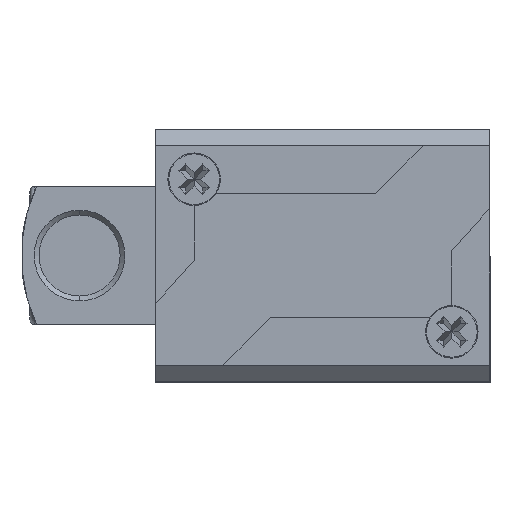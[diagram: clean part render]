
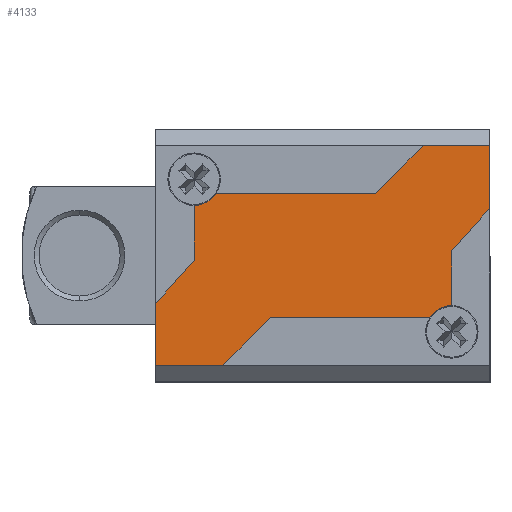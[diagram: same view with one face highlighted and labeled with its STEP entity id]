
A CAD part, left-side view. The second image highlights one B-rep face of the part: STEP entity #4133.
In plain terms, the highlighted face is planar.
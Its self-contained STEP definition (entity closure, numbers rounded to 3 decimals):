
#589 = CARTESIAN_POINT ( 'NONE',  ( 11.5, -10.5, 4. ) ) ;
#825 = EDGE_CURVE ( 'NONE', #5687, #5657, #2708, .T. ) ;
#826 = EDGE_CURVE ( 'NONE', #5681, #5679, #2711, .T. ) ;
#827 = EDGE_CURVE ( 'NONE', #2895, #5687, #2710, .T. ) ;
#832 = EDGE_CURVE ( 'NONE', #5665, #5677, #2720, .T. ) ;
#834 = EDGE_CURVE ( 'NONE', #5677, #5679, #2724, .T. ) ;
#835 = EDGE_CURVE ( 'NONE', #5681, #5683, #2726, .T. ) ;
#838 = EDGE_CURVE ( 'NONE', #5683, #5667, #2732, .T. ) ;
#840 = EDGE_CURVE ( 'NONE', #7945, #5685, #2736, .T. ) ;
#841 = EDGE_CURVE ( 'NONE', #5685, #2892, #2738, .T. ) ;
#1800 = EDGE_CURVE ( 'NONE', #5667, #2891, #4674, .T. ) ;
#1803 = EDGE_CURVE ( 'NONE', #5655, #5665, #4680, .T. ) ;
#1810 = EDGE_CURVE ( 'NONE', #5657, #5655, #4694, .T. ) ;
#1827 = EDGE_CURVE ( 'NONE', #2895, #2892, #4724, .T. ) ;
#1830 = EDGE_CURVE ( 'NONE', #2891, #7945, #4726, .T. ) ;
#2352 = AXIS2_PLACEMENT_3D ( 'NONE', #6267, #6268, #6269 ) ;
#2464 = AXIS2_PLACEMENT_3D ( 'NONE', #6366, #6367, #6368 ) ;
#2522 = AXIS2_PLACEMENT_3D ( 'NONE', #5248, #5250, #5252 ) ;
#2708 = LINE ( 'NONE', #6265, #2709 ) ;
#2709 = VECTOR ( 'NONE', #6266, 1000. ) ;
#2710 = LINE ( 'NONE', #6270, #2712 ) ;
#2711 = CIRCLE ( 'NONE', #2352, 2.75 ) ;
#2712 = VECTOR ( 'NONE', #6271, 1000. ) ;
#2720 = LINE ( 'NONE', #6281, #2721 ) ;
#2721 = VECTOR ( 'NONE', #6282, 1000. ) ;
#2724 = LINE ( 'NONE', #6285, #2725 ) ;
#2725 = VECTOR ( 'NONE', #6286, 1000. ) ;
#2726 = LINE ( 'NONE', #6287, #2727 ) ;
#2727 = VECTOR ( 'NONE', #6288, 1000. ) ;
#2732 = LINE ( 'NONE', #6293, #2733 ) ;
#2733 = VECTOR ( 'NONE', #6294, 1000. ) ;
#2736 = LINE ( 'NONE', #6297, #2737 ) ;
#2737 = VECTOR ( 'NONE', #6298, 1000. ) ;
#2738 = LINE ( 'NONE', #6299, #2739 ) ;
#2739 = VECTOR ( 'NONE', #6300, 1000. ) ;
#2891 = VERTEX_POINT ( 'NONE', #6597 ) ;
#2892 = VERTEX_POINT ( 'NONE', #6598 ) ;
#2895 = VERTEX_POINT ( 'NONE', #6601 ) ;
#3921 = FACE_OUTER_BOUND ( 'NONE', #8348, .T. ) ;
#4133 = ADVANCED_FACE ( 'NONE', ( #3921 ), #5247, .T. ) ;
#4601 = CARTESIAN_POINT ( 'NONE',  ( 5., -17.5, 4. ) ) ;
#4602 = DIRECTION ( 'NONE',  ( 1., 0., 0. ) ) ;
#4607 = CARTESIAN_POINT ( 'NONE',  ( -11.5, 17.5, 4. ) ) ;
#4674 = LINE ( 'NONE', #4601, #4675 ) ;
#4675 = VECTOR ( 'NONE', #4602, 1000. ) ;
#4680 = LINE ( 'NONE', #4607, #4681 ) ;
#4681 = VECTOR ( 'NONE', #6314, 1000. ) ;
#4694 = LINE ( 'NONE', #6327, #4695 ) ;
#4695 = VECTOR ( 'NONE', #6328, 1000. ) ;
#4724 = CIRCLE ( 'NONE', #2464, 2.75 ) ;
#4726 = LINE ( 'NONE', #6374, #4728 ) ;
#4728 = VECTOR ( 'NONE', #6375, 1000. ) ;
#5082 = ORIENTED_EDGE ( 'NONE', *, *, #826, .F. ) ;
#5083 = ORIENTED_EDGE ( 'NONE', *, *, #835, .T. ) ;
#5084 = ORIENTED_EDGE ( 'NONE', *, *, #838, .T. ) ;
#5085 = ORIENTED_EDGE ( 'NONE', *, *, #1800, .T. ) ;
#5086 = ORIENTED_EDGE ( 'NONE', *, *, #1830, .T. ) ;
#5087 = ORIENTED_EDGE ( 'NONE', *, *, #840, .T. ) ;
#5088 = ORIENTED_EDGE ( 'NONE', *, *, #841, .T. ) ;
#5089 = ORIENTED_EDGE ( 'NONE', *, *, #1827, .F. ) ;
#5090 = ORIENTED_EDGE ( 'NONE', *, *, #827, .T. ) ;
#5091 = ORIENTED_EDGE ( 'NONE', *, *, #825, .T. ) ;
#5092 = ORIENTED_EDGE ( 'NONE', *, *, #1810, .T. ) ;
#5093 = ORIENTED_EDGE ( 'NONE', *, *, #1803, .T. ) ;
#5094 = ORIENTED_EDGE ( 'NONE', *, *, #832, .T. ) ;
#5095 = ORIENTED_EDGE ( 'NONE', *, *, #834, .T. ) ;
#5247 = PLANE ( 'NONE',  #2522 ) ;
#5248 = CARTESIAN_POINT ( 'NONE',  ( -11.5, 17.5, 4. ) ) ;
#5250 = DIRECTION ( 'NONE',  ( 0., 0., 1. ) ) ;
#5252 = DIRECTION ( 'NONE',  ( 1., 0., 0. ) ) ;
#5549 = CARTESIAN_POINT ( 'NONE',  ( -11.5, 17.5, 4. ) ) ;
#5551 = CARTESIAN_POINT ( 'NONE',  ( -5., 17.5, 4. ) ) ;
#5559 = CARTESIAN_POINT ( 'NONE',  ( -11.5, 10.5, 4. ) ) ;
#5561 = CARTESIAN_POINT ( 'NONE',  ( 5., -17.5, 4. ) ) ;
#5571 = CARTESIAN_POINT ( 'NONE',  ( -6.5, 5.5, 4. ) ) ;
#5572 = CARTESIAN_POINT ( 'NONE',  ( -6.5, -11.195, 4. ) ) ;
#5574 = CARTESIAN_POINT ( 'NONE',  ( -5.25, -13.5, 4. ) ) ;
#5576 = CARTESIAN_POINT ( 'NONE',  ( 0.5, -13.5, 4. ) ) ;
#5578 = CARTESIAN_POINT ( 'NONE',  ( 6.5, -5.5, 4. ) ) ;
#5580 = CARTESIAN_POINT ( 'NONE',  ( -0.5, 13.5, 4. ) ) ;
#5655 = VERTEX_POINT ( 'NONE', #5549 ) ;
#5657 = VERTEX_POINT ( 'NONE', #5551 ) ;
#5665 = VERTEX_POINT ( 'NONE', #5559 ) ;
#5667 = VERTEX_POINT ( 'NONE', #5561 ) ;
#5677 = VERTEX_POINT ( 'NONE', #5571 ) ;
#5679 = VERTEX_POINT ( 'NONE', #5572 ) ;
#5681 = VERTEX_POINT ( 'NONE', #5574 ) ;
#5683 = VERTEX_POINT ( 'NONE', #5576 ) ;
#5685 = VERTEX_POINT ( 'NONE', #5578 ) ;
#5687 = VERTEX_POINT ( 'NONE', #5580 ) ;
#6265 = CARTESIAN_POINT ( 'NONE',  ( -5., 17.5, 4. ) ) ;
#6266 = DIRECTION ( 'NONE',  ( -0.747, 0.664, 0. ) ) ;
#6267 = CARTESIAN_POINT ( 'NONE',  ( -8., -13.5, 4. ) ) ;
#6268 = DIRECTION ( 'NONE',  ( 0., 0., 1. ) ) ;
#6269 = DIRECTION ( 'NONE',  ( 1., 0., 0. ) ) ;
#6270 = CARTESIAN_POINT ( 'NONE',  ( -0.5, 13.5, 4. ) ) ;
#6271 = DIRECTION ( 'NONE',  ( -1., 0., 0. ) ) ;
#6281 = CARTESIAN_POINT ( 'NONE',  ( -11.5, 10.5, 4. ) ) ;
#6282 = DIRECTION ( 'NONE',  ( 0.707, -0.707, 0. ) ) ;
#6285 = CARTESIAN_POINT ( 'NONE',  ( -6.5, -13.5, 4. ) ) ;
#6286 = DIRECTION ( 'NONE',  ( 0., -1., 0. ) ) ;
#6287 = CARTESIAN_POINT ( 'NONE',  ( -6.5, -13.5, 4. ) ) ;
#6288 = DIRECTION ( 'NONE',  ( 1., 0., 0. ) ) ;
#6293 = CARTESIAN_POINT ( 'NONE',  ( 0.5, -13.5, 4. ) ) ;
#6294 = DIRECTION ( 'NONE',  ( 0.747, -0.664, 0. ) ) ;
#6297 = CARTESIAN_POINT ( 'NONE',  ( 6.5, -5.5, 4. ) ) ;
#6298 = DIRECTION ( 'NONE',  ( -0.707, 0.707, 0. ) ) ;
#6299 = CARTESIAN_POINT ( 'NONE',  ( 6.5, 13.5, 4. ) ) ;
#6300 = DIRECTION ( 'NONE',  ( 0., 1., 0. ) ) ;
#6314 = DIRECTION ( 'NONE',  ( 0., -1., 0. ) ) ;
#6327 = CARTESIAN_POINT ( 'NONE',  ( -5., 17.5, 4. ) ) ;
#6328 = DIRECTION ( 'NONE',  ( -1., 0., 0. ) ) ;
#6366 = CARTESIAN_POINT ( 'NONE',  ( 8., 13.5, 4. ) ) ;
#6367 = DIRECTION ( 'NONE',  ( 0., 0., 1. ) ) ;
#6368 = DIRECTION ( 'NONE',  ( 1., 0., 0. ) ) ;
#6374 = CARTESIAN_POINT ( 'NONE',  ( 11.5, -17.5, 4. ) ) ;
#6375 = DIRECTION ( 'NONE',  ( 0., 1., 0. ) ) ;
#6597 = CARTESIAN_POINT ( 'NONE',  ( 11.5, -17.5, 4. ) ) ;
#6598 = CARTESIAN_POINT ( 'NONE',  ( 6.5, 11.195, 4. ) ) ;
#6601 = CARTESIAN_POINT ( 'NONE',  ( 5.25, 13.5, 4. ) ) ;
#7945 = VERTEX_POINT ( 'NONE', #589 ) ;
#8348 = EDGE_LOOP ( 'NONE', ( #5082, #5083, #5084, #5085, #5086, #5087, #5088, #5089, #5090, #5091, #5092, #5093, #5094, #5095 ) ) ;
